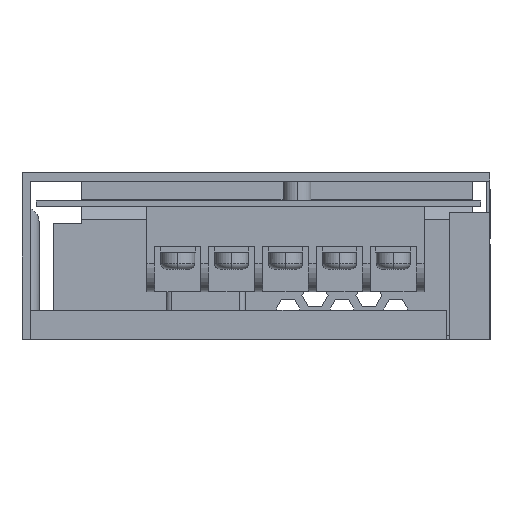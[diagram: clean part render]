
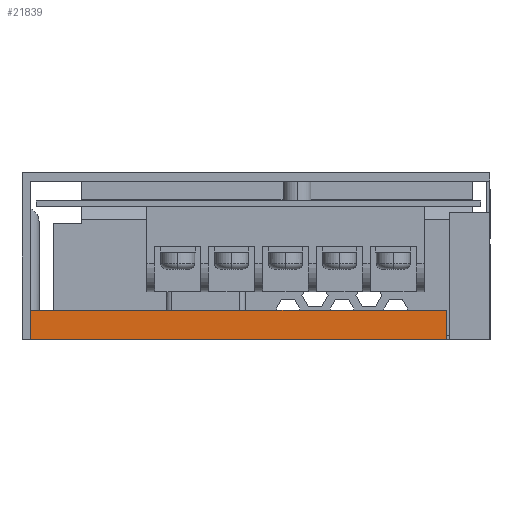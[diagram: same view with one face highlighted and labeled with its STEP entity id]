
A CAD part, left-side view. The second image highlights one B-rep face of the part: STEP entity #21839.
In plain terms, the highlighted planar face has unit normal (-1, 0, 0).
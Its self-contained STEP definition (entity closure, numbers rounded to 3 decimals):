
#1109 = DIRECTION ( 'NONE',  ( 0., 1., 0. ) ) ;
#1740 = VERTEX_POINT ( 'NONE', #5561 ) ;
#1757 = FACE_OUTER_BOUND ( 'NONE', #31461, .T. ) ;
#4688 = CARTESIAN_POINT ( 'NONE',  ( -13.302, 26.713, 5.1 ) ) ;
#4960 = EDGE_CURVE ( 'NONE', #22519, #38305, #32421, .T. ) ;
#5561 = CARTESIAN_POINT ( 'NONE',  ( -13.302, 26.713, 0. ) ) ;
#7847 = ORIENTED_EDGE ( 'NONE', *, *, #15167, .T. ) ;
#9054 = DIRECTION ( 'NONE',  ( 0., -1., 0. ) ) ;
#10240 = CARTESIAN_POINT ( 'NONE',  ( -13.302, 26.713, 0. ) ) ;
#12718 = ORIENTED_EDGE ( 'NONE', *, *, #4960, .T. ) ;
#12769 = VECTOR ( 'NONE', #9054, 1000. ) ;
#12852 = AXIS2_PLACEMENT_3D ( 'NONE', #18134, #42087, #1109 ) ;
#14986 = PLANE ( 'NONE',  #12852 ) ;
#15167 = EDGE_CURVE ( 'NONE', #1740, #22519, #19140, .T. ) ;
#15690 = DIRECTION ( 'NONE',  ( 0., 1., 0. ) ) ;
#18134 = CARTESIAN_POINT ( 'NONE',  ( -13.302, 0., 0. ) ) ;
#19140 = LINE ( 'NONE', #26744, #12769 ) ;
#20064 = CARTESIAN_POINT ( 'NONE',  ( -13.302, -46.587, 0. ) ) ;
#20079 = EDGE_CURVE ( 'NONE', #21901, #1740, #27265, .T. ) ;
#20399 = ORIENTED_EDGE ( 'NONE', *, *, #20079, .T. ) ;
#21839 = ADVANCED_FACE ( 'NONE', ( #1757 ), #14986, .F. ) ;
#21901 = VERTEX_POINT ( 'NONE', #4688 ) ;
#22519 = VERTEX_POINT ( 'NONE', #20064 ) ;
#22949 = ORIENTED_EDGE ( 'NONE', *, *, #41923, .T. ) ;
#23900 = DIRECTION ( 'NONE',  ( 0., 0., -1. ) ) ;
#26001 = CARTESIAN_POINT ( 'NONE',  ( -13.302, -46.587, 5.1 ) ) ;
#26737 = VECTOR ( 'NONE', #29066, 1000. ) ;
#26744 = CARTESIAN_POINT ( 'NONE',  ( -13.302, -46.587, 0. ) ) ;
#27265 = LINE ( 'NONE', #10240, #43696 ) ;
#29066 = DIRECTION ( 'NONE',  ( 0., 0., 1. ) ) ;
#31461 = EDGE_LOOP ( 'NONE', ( #7847, #12718, #22949, #20399 ) ) ;
#32421 = LINE ( 'NONE', #39569, #26737 ) ;
#34752 = CARTESIAN_POINT ( 'NONE',  ( -13.302, -46.587, 5.1 ) ) ;
#38305 = VERTEX_POINT ( 'NONE', #34752 ) ;
#39569 = CARTESIAN_POINT ( 'NONE',  ( -13.302, -46.587, 0. ) ) ;
#41923 = EDGE_CURVE ( 'NONE', #38305, #21901, #42137, .T. ) ;
#42087 = DIRECTION ( 'NONE',  ( 1., 0., 0. ) ) ;
#42137 = LINE ( 'NONE', #26001, #42474 ) ;
#42474 = VECTOR ( 'NONE', #15690, 1000. ) ;
#43696 = VECTOR ( 'NONE', #23900, 1000. ) ;
